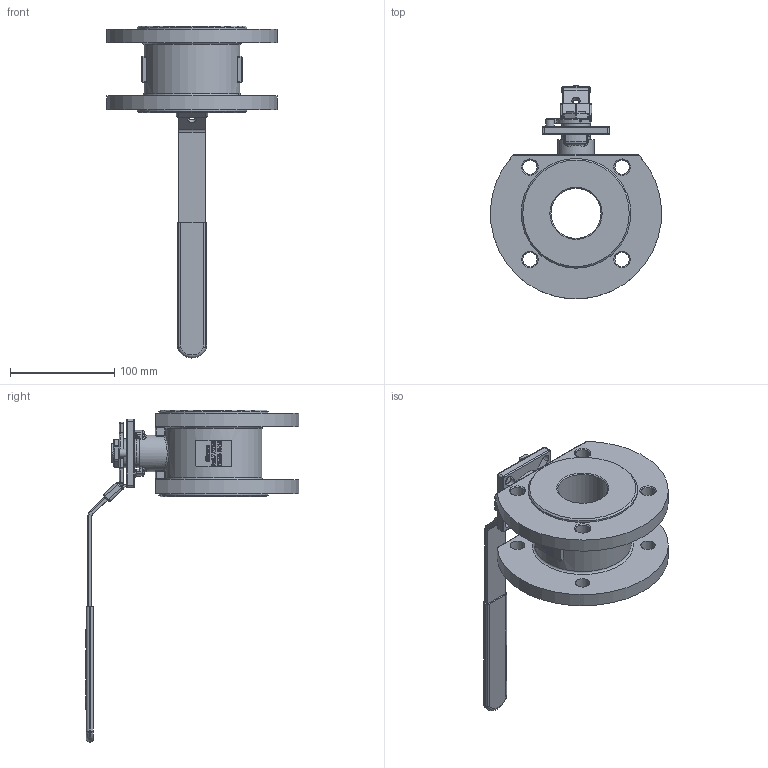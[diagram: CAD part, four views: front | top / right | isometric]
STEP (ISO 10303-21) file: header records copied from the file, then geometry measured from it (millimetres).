
FILE_DESCRIPTION(/* description */ ('771050'),/* implementation_level */ '2;1');
FILE_NAME(/* name */ '771050_new.stp',/* time_stamp */ '2021-10-05T15:45:21+02:00',/* author */ ('jmorand'),/* organization */ ('Sferaco'),/* preprocessor_version */ 'ST-DEVELOPER v18.1',/* originating_system */ 'Autodesk Inventor 2021',/* authorisation */ '');
FILE_SCHEMA (('AUTOMOTIVE_DESIGN { 1 0 10303 214 3 1 1 }'));
Products named in the file (1): 771050_ens_new_Shrinkwrap_1
Bounding box: 163.78 x 204.7 x 318 mm (x, y, z)
Volume: 835080.6 mm3; surface area: 180192.7 mm2
Topology: 13 solids, 13 shells, 1691 faces, 4478 edges, 2928 vertices
Faces by surface type: plane 748, bspline 682, cylinder 192, torus 31, cone 26, sphere 12
Full cylindrical faces by diameter (mm): 4.917 x1, 6 x5, 8 x2, 13.835 x8, 15.294 x2, 18 x1, 18.5 x3, 27.5 x3, 29 x1, 34 x1, 35 x1, 48 x1, 50 x1, 105 x3
Entity records: 61259 total; most frequent: CARTESIAN_POINT 21575, ORIENTED_EDGE 8948, DIRECTION 5763, EDGE_CURVE 4474, VERTEX_POINT 2928, LINE 2651, VECTOR 2651, EDGE_LOOP 1860
